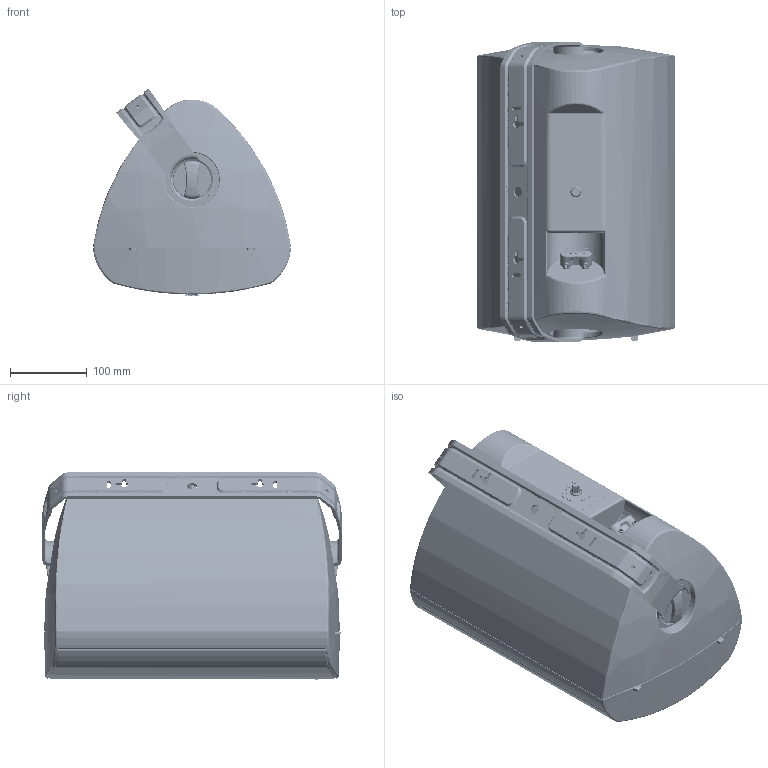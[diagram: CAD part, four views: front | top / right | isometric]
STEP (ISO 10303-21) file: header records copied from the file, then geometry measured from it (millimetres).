
FILE_DESCRIPTION (( 'STEP AP203' ), '1' );
FILE_NAME ('100_OD8T.STEP', '2022-05-24T15:20:16', ( '' ), ( '' ), 'SwSTEP 2.0', 'SolidWorks 2021', '' );
FILE_SCHEMA (( 'CONFIG_CONTROL_DESIGN' ));
Length unit declared in the file: millimetre
Products named in the file (1): 100_OD8T
Bounding box: 258 x 389.4 x 269.42 mm (x, y, z)
Volume: 2579992.1 mm3; surface area: 1183048.2 mm2
Topology: 26 solids, 26 shells, 6272 faces, 16693 edges, 10613 vertices
Faces by surface type: plane 2466, bspline 1604, cylinder 1567, cone 445, torus 182, sphere 8
Entity records: 331796 total; most frequent: CARTESIAN_POINT 196882, ORIENTED_EDGE 33346, DIRECTION 20493, EDGE_CURVE 16673, VERTEX_POINT 10613, AXIS2_PLACEMENT_3D 7038, B_SPLINE_CURVE_WITH_KNOTS 6925, EDGE_LOOP 6554
